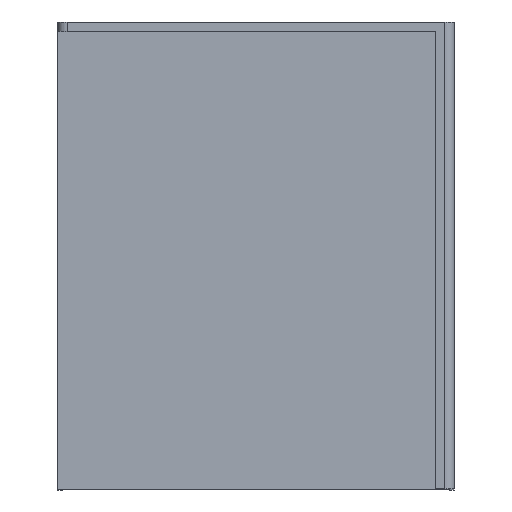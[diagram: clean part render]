
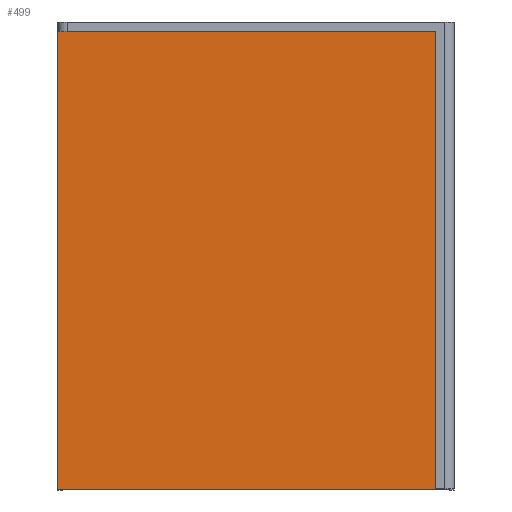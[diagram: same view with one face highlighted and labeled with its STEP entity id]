
A CAD part, top view. The second image highlights one B-rep face of the part: STEP entity #499.
In plain terms, the highlighted planar face has unit normal (0, 0, 1).
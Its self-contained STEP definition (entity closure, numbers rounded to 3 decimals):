
#132 = VERTEX_POINT('',#133);
#133 = CARTESIAN_POINT('',(0.,-2.,-60.));
#139 = EDGE_CURVE('',#132,#140,#142,.T.);
#140 = VERTEX_POINT('',#141);
#141 = CARTESIAN_POINT('',(0.,-100.,-60.));
#142 = LINE('',#143,#144);
#143 = CARTESIAN_POINT('',(0.,-2.,-60.));
#144 = VECTOR('',#145,1.);
#145 = DIRECTION('',(0.,-1.,0.));
#188 = VERTEX_POINT('',#189);
#189 = CARTESIAN_POINT('',(81.,-2.,-60.));
#195 = EDGE_CURVE('',#132,#188,#196,.T.);
#196 = LINE('',#197,#198);
#197 = CARTESIAN_POINT('',(0.,-2.,-60.));
#198 = VECTOR('',#199,1.);
#199 = DIRECTION('',(1.,0.,0.));
#436 = VERTEX_POINT('',#437);
#437 = CARTESIAN_POINT('',(81.,-100.,-60.));
#489 = EDGE_CURVE('',#140,#436,#490,.T.);
#490 = LINE('',#491,#492);
#491 = CARTESIAN_POINT('',(21.25,-100.,-60.));
#492 = VECTOR('',#493,1.);
#493 = DIRECTION('',(1.,0.,0.));
#499 = ADVANCED_FACE('',(#500),#511,.T.);
#500 = FACE_BOUND('',#501,.T.);
#501 = EDGE_LOOP('',(#502,#503,#504,#505));
#502 = ORIENTED_EDGE('',*,*,#195,.F.);
#503 = ORIENTED_EDGE('',*,*,#139,.T.);
#504 = ORIENTED_EDGE('',*,*,#489,.T.);
#505 = ORIENTED_EDGE('',*,*,#506,.F.);
#506 = EDGE_CURVE('',#188,#436,#507,.T.);
#507 = LINE('',#508,#509);
#508 = CARTESIAN_POINT('',(81.,-2.,-60.));
#509 = VECTOR('',#510,1.);
#510 = DIRECTION('',(0.,-1.,0.));
#511 = PLANE('',#512);
#512 = AXIS2_PLACEMENT_3D('',#513,#514,#515);
#513 = CARTESIAN_POINT('',(0.,-2.,-60.));
#514 = DIRECTION('',(0.,0.,1.));
#515 = DIRECTION('',(1.,0.,0.));
